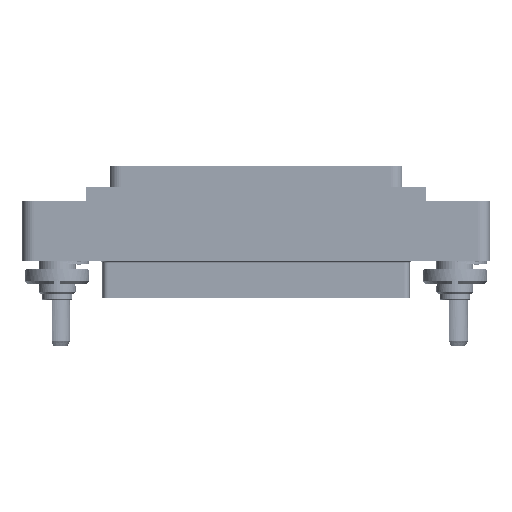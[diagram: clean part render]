
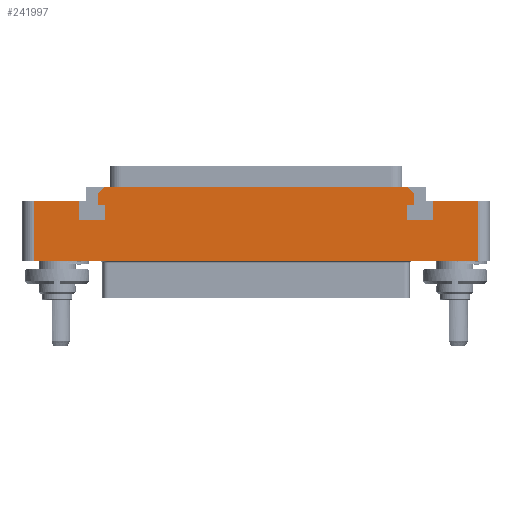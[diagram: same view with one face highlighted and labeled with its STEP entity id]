
A CAD part, top view. The second image highlights one B-rep face of the part: STEP entity #241997.
In plain terms, the highlighted planar face has unit normal (0, 0, 1).
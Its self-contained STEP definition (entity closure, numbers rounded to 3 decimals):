
#2665=DIRECTION('',(-0.707,-0.707,0.));
#2666=VECTOR('',#2665,1.697);
#2667=CARTESIAN_POINT('',(-25.8,12.75,7.));
#2668=LINE('',#2667,#2666);
#2677=DIRECTION('',(-1.,0.,0.));
#2678=VECTOR('',#2677,76.);
#2679=CARTESIAN_POINT('',(38.,0.,7.));
#2680=LINE('',#2679,#2678);
#2681=DIRECTION('',(1.,0.,0.));
#2682=VECTOR('',#2681,7.8);
#2683=CARTESIAN_POINT('',(-38.,10.25,7.));
#2684=LINE('',#2683,#2682);
#2685=DIRECTION('',(0.,-1.,0.));
#2686=VECTOR('',#2685,3.2);
#2687=CARTESIAN_POINT('',(-30.2,10.25,7.));
#2688=LINE('',#2687,#2686);
#2689=DIRECTION('',(1.,0.,0.));
#2690=VECTOR('',#2689,4.4);
#2691=CARTESIAN_POINT('',(-30.2,7.05,7.));
#2692=LINE('',#2691,#2690);
#2693=DIRECTION('',(0.,1.,0.));
#2694=VECTOR('',#2693,2.6);
#2695=CARTESIAN_POINT('',(-25.8,7.05,7.));
#2696=LINE('',#2695,#2694);
#2697=DIRECTION('',(-1.,0.,0.));
#2698=VECTOR('',#2697,1.2);
#2699=CARTESIAN_POINT('',(-25.8,9.65,7.));
#2700=LINE('',#2699,#2698);
#2701=DIRECTION('',(0.,-1.,0.));
#2702=VECTOR('',#2701,1.9);
#2703=CARTESIAN_POINT('',(-27.,11.55,7.));
#2704=LINE('',#2703,#2702);
#2705=DIRECTION('',(1.,0.,0.));
#2706=VECTOR('',#2705,51.6);
#2707=CARTESIAN_POINT('',(-25.8,12.75,7.));
#2708=LINE('',#2707,#2706);
#2709=DIRECTION('',(0.,-1.,0.));
#2710=VECTOR('',#2709,1.9);
#2711=CARTESIAN_POINT('',(27.,11.55,7.));
#2712=LINE('',#2711,#2710);
#2713=DIRECTION('',(-1.,0.,0.));
#2714=VECTOR('',#2713,1.2);
#2715=CARTESIAN_POINT('',(27.,9.65,7.));
#2716=LINE('',#2715,#2714);
#2717=DIRECTION('',(0.,-1.,0.));
#2718=VECTOR('',#2717,2.6);
#2719=CARTESIAN_POINT('',(25.8,9.65,7.));
#2720=LINE('',#2719,#2718);
#2721=DIRECTION('',(1.,0.,0.));
#2722=VECTOR('',#2721,4.4);
#2723=CARTESIAN_POINT('',(25.8,7.05,7.));
#2724=LINE('',#2723,#2722);
#2725=DIRECTION('',(0.,1.,0.));
#2726=VECTOR('',#2725,3.2);
#2727=CARTESIAN_POINT('',(30.2,7.05,7.));
#2728=LINE('',#2727,#2726);
#2729=DIRECTION('',(1.,0.,0.));
#2730=VECTOR('',#2729,7.8);
#2731=CARTESIAN_POINT('',(30.2,10.25,7.));
#2732=LINE('',#2731,#2730);
#2733=DIRECTION('',(0.,1.,0.));
#2734=VECTOR('',#2733,10.25);
#2735=CARTESIAN_POINT('',(38.,0.,7.));
#2736=LINE('',#2735,#2734);
#3033=DIRECTION('',(0.707,-0.707,0.));
#3034=VECTOR('',#3033,1.697);
#3035=CARTESIAN_POINT('',(25.8,12.75,7.));
#3036=LINE('',#3035,#3034);
#3209=DIRECTION('',(0.,-1.,0.));
#3210=VECTOR('',#3209,10.25);
#3211=CARTESIAN_POINT('',(-38.,10.25,7.));
#3212=LINE('',#3211,#3210);
#202791=CARTESIAN_POINT('',(-30.2,10.25,7.));
#202792=CARTESIAN_POINT('',(-30.2,7.05,7.));
#202793=VERTEX_POINT('',#202791);
#202794=VERTEX_POINT('',#202792);
#202795=CARTESIAN_POINT('',(-25.8,7.05,7.));
#202796=VERTEX_POINT('',#202795);
#202797=CARTESIAN_POINT('',(-25.8,9.65,7.));
#202798=VERTEX_POINT('',#202797);
#202799=CARTESIAN_POINT('',(-27.,9.65,7.));
#202800=VERTEX_POINT('',#202799);
#202801=CARTESIAN_POINT('',(27.,9.65,7.));
#202802=CARTESIAN_POINT('',(25.8,9.65,7.));
#202803=VERTEX_POINT('',#202801);
#202804=VERTEX_POINT('',#202802);
#202805=CARTESIAN_POINT('',(25.8,7.05,7.));
#202806=VERTEX_POINT('',#202805);
#202807=CARTESIAN_POINT('',(30.2,7.05,7.));
#202808=VERTEX_POINT('',#202807);
#202809=CARTESIAN_POINT('',(30.2,10.25,7.));
#202810=VERTEX_POINT('',#202809);
#202815=CARTESIAN_POINT('',(-27.,11.55,7.));
#202817=VERTEX_POINT('',#202815);
#202819=CARTESIAN_POINT('',(-25.8,12.75,7.));
#202820=VERTEX_POINT('',#202819);
#202821=CARTESIAN_POINT('',(27.,11.55,7.));
#202823=VERTEX_POINT('',#202821);
#202825=CARTESIAN_POINT('',(25.8,12.75,7.));
#202826=VERTEX_POINT('',#202825);
#202903=CARTESIAN_POINT('',(38.,0.,7.));
#202904=CARTESIAN_POINT('',(38.,10.25,7.));
#202905=VERTEX_POINT('',#202903);
#202906=VERTEX_POINT('',#202904);
#202911=CARTESIAN_POINT('',(-38.,10.25,7.));
#202912=CARTESIAN_POINT('',(-38.,0.,7.));
#202913=VERTEX_POINT('',#202911);
#202914=VERTEX_POINT('',#202912);
#241956=CARTESIAN_POINT('',(0.,0.,7.));
#241957=DIRECTION('',(0.,0.,-1.));
#241958=DIRECTION('',(-1.,0.,0.));
#241959=AXIS2_PLACEMENT_3D('',#241956,#241957,#241958);
#241960=PLANE('',#241959);
#241962=ORIENTED_EDGE('',*,*,#241961,.F.);
#241964=ORIENTED_EDGE('',*,*,#241963,.T.);
#241966=ORIENTED_EDGE('',*,*,#241965,.F.);
#241968=ORIENTED_EDGE('',*,*,#241967,.T.);
#241970=ORIENTED_EDGE('',*,*,#241969,.T.);
#241972=ORIENTED_EDGE('',*,*,#241971,.T.);
#241974=ORIENTED_EDGE('',*,*,#241973,.T.);
#241976=ORIENTED_EDGE('',*,*,#241975,.T.);
#241978=ORIENTED_EDGE('',*,*,#241977,.F.);
#241979=ORIENTED_EDGE('',*,*,#241948,.F.);
#241980=ORIENTED_EDGE('',*,*,#241876,.T.);
#241982=ORIENTED_EDGE('',*,*,#241981,.T.);
#241984=ORIENTED_EDGE('',*,*,#241983,.T.);
#241986=ORIENTED_EDGE('',*,*,#241985,.T.);
#241988=ORIENTED_EDGE('',*,*,#241987,.T.);
#241990=ORIENTED_EDGE('',*,*,#241989,.T.);
#241992=ORIENTED_EDGE('',*,*,#241991,.T.);
#241994=ORIENTED_EDGE('',*,*,#241993,.T.);
#241995=EDGE_LOOP('',(#241962,#241964,#241966,#241968,#241970,#241972,#241974,
#241976,#241978,#241979,#241980,#241982,#241984,#241986,#241988,#241990,#241992,
#241994));
#241996=FACE_OUTER_BOUND('',#241995,.F.);
#241997=ADVANCED_FACE('',(#241996),#241960,.F.);
#241876=EDGE_CURVE('',#202820,#202826,#2708,.T.);
#241948=EDGE_CURVE('',#202820,#202817,#2668,.T.);
#241961=EDGE_CURVE('',#202905,#202906,#2736,.T.);
#241963=EDGE_CURVE('',#202905,#202914,#2680,.T.);
#241965=EDGE_CURVE('',#202913,#202914,#3212,.T.);
#241967=EDGE_CURVE('',#202913,#202793,#2684,.T.);
#241969=EDGE_CURVE('',#202793,#202794,#2688,.T.);
#241971=EDGE_CURVE('',#202794,#202796,#2692,.T.);
#241973=EDGE_CURVE('',#202796,#202798,#2696,.T.);
#241975=EDGE_CURVE('',#202798,#202800,#2700,.T.);
#241977=EDGE_CURVE('',#202817,#202800,#2704,.T.);
#241981=EDGE_CURVE('',#202826,#202823,#3036,.T.);
#241983=EDGE_CURVE('',#202823,#202803,#2712,.T.);
#241985=EDGE_CURVE('',#202803,#202804,#2716,.T.);
#241987=EDGE_CURVE('',#202804,#202806,#2720,.T.);
#241989=EDGE_CURVE('',#202806,#202808,#2724,.T.);
#241991=EDGE_CURVE('',#202808,#202810,#2728,.T.);
#241993=EDGE_CURVE('',#202810,#202906,#2732,.T.);
